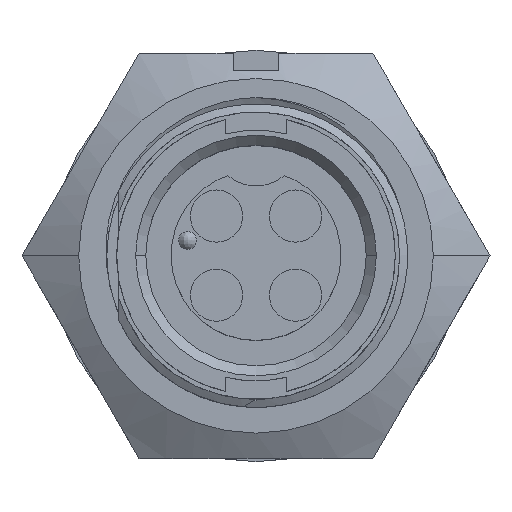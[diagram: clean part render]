
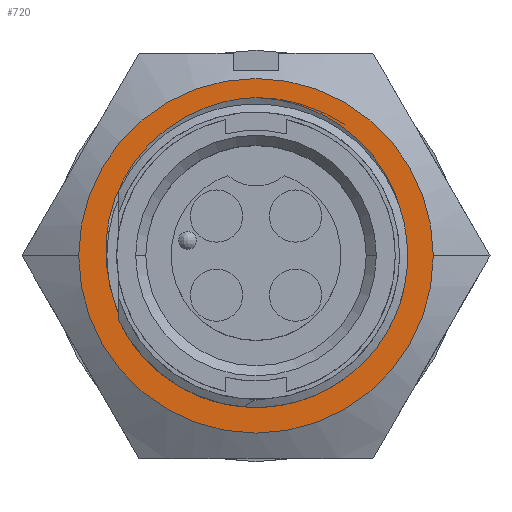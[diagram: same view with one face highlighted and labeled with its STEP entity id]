
A CAD part, top view. The second image highlights one B-rep face of the part: STEP entity #720.
In plain terms, the highlighted planar face has unit normal (0, 0, 1).
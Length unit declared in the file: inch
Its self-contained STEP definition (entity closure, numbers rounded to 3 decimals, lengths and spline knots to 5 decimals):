
#327 = VERTEX_POINT ( 'NONE', #9663 ) ;
#366 = AXIS2_PLACEMENT_3D ( 'NONE', #9690, #9633, #9567 ) ;
#501 = CARTESIAN_POINT ( 'NONE',  ( -0.28439, 0.09763, -0.321 ) ) ;
#536 = ORIENTED_EDGE ( 'NONE', *, *, #12267, .T. ) ;
#565 = CARTESIAN_POINT ( 'NONE',  ( 0.21875, 0.2128, -0.321 ) ) ;
#632 = CARTESIAN_POINT ( 'NONE',  ( 0.28876, -0.05788, -0.321 ) ) ;
#720 = ADVANCED_FACE ( 'NONE', ( #7646, #3980 ), #8713, .F. ) ;
#1056 = CARTESIAN_POINT ( 'NONE',  ( -0.35, 0., -0.321 ) ) ;
#1424 = EDGE_CURVE ( 'NONE', #13759, #6314, #6404, .T. ) ;
#1828 = CARTESIAN_POINT ( 'NONE',  ( -0.28876, -0.05788, -0.321 ) ) ;
#1889 = CARTESIAN_POINT ( 'NONE',  ( -0.25794, 0.15893, -0.321 ) ) ;
#1953 = CARTESIAN_POINT ( 'NONE',  ( 0.25801, 0.15885, -0.321 ) ) ;
#1988 = ORIENTED_EDGE ( 'NONE', *, *, #1424, .F. ) ;
#3244 = DIRECTION ( 'NONE',  ( 0., 0., 1. ) ) ;
#3303 = CARTESIAN_POINT ( 'NONE',  ( -0.21833, 0.21326, -0.321 ) ) ;
#3311 = CARTESIAN_POINT ( 'NONE',  ( 0.01128, 0.31215, -0.321 ) ) ;
#3323 = CIRCLE ( 'NONE', #12838, 0.35 ) ;
#3377 = CARTESIAN_POINT ( 'NONE',  ( 0.27672, 0.11792, -0.321 ) ) ;
#3687 = ORIENTED_EDGE ( 'NONE', *, *, #5881, .F. ) ;
#3980 = FACE_BOUND ( 'NONE', #13483, .T. ) ;
#4719 = CARTESIAN_POINT ( 'NONE',  ( -0.16771, 0.25762, -0.321 ) ) ;
#4725 = CARTESIAN_POINT ( 'NONE',  ( 0.04479, 0.30803, -0.321 ) ) ;
#4785 = CARTESIAN_POINT ( 'NONE',  ( 0.28699, 0.08612, -0.321 ) ) ;
#5275 = CARTESIAN_POINT ( 'NONE',  ( 0., 0., -0.321 ) ) ;
#5556 = CIRCLE ( 'NONE', #6382, 0.2945 ) ;
#5881 = EDGE_CURVE ( 'NONE', #6314, #13759, #3323, .T. ) ;
#6058 = CARTESIAN_POINT ( 'NONE',  ( -0.29332, -0.03581, -0.321 ) ) ;
#6120 = CARTESIAN_POINT ( 'NONE',  ( -0.10919, 0.28975, -0.321 ) ) ;
#6124 = CARTESIAN_POINT ( 'NONE',  ( 0.0884, 0.29754, -0.321 ) ) ;
#6188 = CARTESIAN_POINT ( 'NONE',  ( 0.29367, 0.05338, -0.321 ) ) ;
#6314 = VERTEX_POINT ( 'NONE', #14451 ) ;
#6382 = AXIS2_PLACEMENT_3D ( 'NONE', #11418, #3244, #12733 ) ;
#6404 = CIRCLE ( 'NONE', #366, 0.35 ) ;
#6506 = VERTEX_POINT ( 'NONE', #8034 ) ;
#6660 = DIRECTION ( 'NONE',  ( -1., 0., 0. ) ) ;
#7422 = CARTESIAN_POINT ( 'NONE',  ( -0.29661, -0.00217, -0.321 ) ) ;
#7488 = CARTESIAN_POINT ( 'NONE',  ( -0.04463, 0.30867, -0.321 ) ) ;
#7493 = CARTESIAN_POINT ( 'NONE',  ( 0.14961, 0.26937, -0.321 ) ) ;
#7554 = CARTESIAN_POINT ( 'NONE',  ( 0.29668, 0.01975, -0.321 ) ) ;
#7646 = FACE_OUTER_BOUND ( 'NONE', #16519, .T. ) ;
#8034 = CARTESIAN_POINT ( 'NONE',  ( -0.28876, -0.05788, -0.321 ) ) ;
#8553 = DIRECTION ( 'NONE',  ( -1., 0., 0. ) ) ;
#8566 = DIRECTION ( 'NONE',  ( 0., 0., -1. ) ) ;
#8662 = CARTESIAN_POINT ( 'NONE',  ( -0.23094, -0.4, -0.321 ) ) ;
#8713 = PLANE ( 'NONE',  #16420 ) ;
#8802 = CARTESIAN_POINT ( 'NONE',  ( -0.29428, 0.05361, -0.321 ) ) ;
#8860 = CARTESIAN_POINT ( 'NONE',  ( 0., 0.3125, -0.321 ) ) ;
#8867 = CARTESIAN_POINT ( 'NONE',  ( 0.20277, 0.22902, -0.321 ) ) ;
#8894 = B_SPLINE_CURVE_WITH_KNOTS ( 'NONE', 3,
 ( #1828, #11368, #6058, #15350, #7422, #16648, #8802, #501, #10166, #1889, #11475, #3303, #12787, #4719, #14095, #6120, #15408, #7488, #16699, #8860 ),
 .UNSPECIFIED., .F., .F.,
 ( 4, 2, 2, 2, 2, 2, 2, 2, 2, 4 ),
 ( 0., 0.00086, 0.00171, 0.00343, 0.00514, 0.00686, 0.00857, 0.01029, 0.012, 0.01372 ),
 .UNSPECIFIED. ) ;
#8926 = CARTESIAN_POINT ( 'NONE',  ( 0.29396, -0.03591, -0.321 ) ) ;
#9023 = VERTEX_POINT ( 'NONE', #12307 ) ;
#9567 = DIRECTION ( 'NONE',  ( -1., 0., 0. ) ) ;
#9633 = DIRECTION ( 'NONE',  ( 0., 0., -1. ) ) ;
#9663 = CARTESIAN_POINT ( 'NONE',  ( 0., 0.3125, -0.321 ) ) ;
#9690 = CARTESIAN_POINT ( 'NONE',  ( 0., 0., -0.321 ) ) ;
#10166 = CARTESIAN_POINT ( 'NONE',  ( -0.27709, 0.11868, -0.321 ) ) ;
#10233 = CARTESIAN_POINT ( 'NONE',  ( 0.24628, 0.17775, -0.321 ) ) ;
#10355 = ORIENTED_EDGE ( 'NONE', *, *, #14477, .F. ) ;
#11368 = CARTESIAN_POINT ( 'NONE',  ( -0.29136, -0.0469, -0.321 ) ) ;
#11418 = CARTESIAN_POINT ( 'NONE',  ( 0., 0., -0.321 ) ) ;
#11475 = CARTESIAN_POINT ( 'NONE',  ( -0.24592, 0.17827, -0.321 ) ) ;
#11480 = CARTESIAN_POINT ( 'NONE',  ( 0., 0.3125, -0.321 ) ) ;
#11543 = CARTESIAN_POINT ( 'NONE',  ( 0.27247, 0.12837, -0.321 ) ) ;
#12267 = EDGE_CURVE ( 'NONE', #327, #9023, #15221, .T. ) ;
#12307 = CARTESIAN_POINT ( 'NONE',  ( 0.28876, -0.05788, -0.321 ) ) ;
#12733 = DIRECTION ( 'NONE',  ( 1., 0., 0. ) ) ;
#12787 = CARTESIAN_POINT ( 'NONE',  ( -0.20268, 0.22913, -0.321 ) ) ;
#12794 = CARTESIAN_POINT ( 'NONE',  ( 0.02249, 0.31119, -0.321 ) ) ;
#12838 = AXIS2_PLACEMENT_3D ( 'NONE', #5275, #14616, #6660 ) ;
#12854 = CARTESIAN_POINT ( 'NONE',  ( 0.28397, 0.09682, -0.321 ) ) ;
#13483 = EDGE_LOOP ( 'NONE', ( #536, #10355, #15854 ) ) ;
#13759 = VERTEX_POINT ( 'NONE', #1056 ) ;
#14095 = CARTESIAN_POINT ( 'NONE',  ( -0.14898, 0.26972, -0.321 ) ) ;
#14101 = CARTESIAN_POINT ( 'NONE',  ( 0.05587, 0.30584, -0.321 ) ) ;
#14162 = CARTESIAN_POINT ( 'NONE',  ( 0.29184, 0.06439, -0.321 ) ) ;
#14451 = CARTESIAN_POINT ( 'NONE',  ( 0.35, 0., -0.321 ) ) ;
#14477 = EDGE_CURVE ( 'NONE', #6506, #9023, #5556, .T. ) ;
#14561 = EDGE_CURVE ( 'NONE', #6506, #327, #8894, .T. ) ;
#14616 = DIRECTION ( 'NONE',  ( 0., 0., -1. ) ) ;
#15221 = B_SPLINE_CURVE_WITH_KNOTS ( 'NONE', 3,
 ( #11480, #3311, #12794, #4725, #14101, #6124, #15412, #7493, #16706, #8867, #565, #10233, #1953, #11543, #3377, #12854, #4785, #14162, #6188, #15472, #7554, #16766, #8926, #632 ),
 .UNSPECIFIED., .F., .F.,
 ( 4, 2, 2, 2, 2, 2, 2, 2, 2, 2, 2, 4 ),
 ( 0., 0.00086, 0.00171, 0.00343, 0.00514, 0.00686, 0.00857, 0.00943, 0.01029, 0.01115, 0.012, 0.01372 ),
 .UNSPECIFIED. ) ;
#15350 = CARTESIAN_POINT ( 'NONE',  ( -0.29595, -0.01345, -0.321 ) ) ;
#15408 = CARTESIAN_POINT ( 'NONE',  ( -0.08787, 0.29771, -0.321 ) ) ;
#15412 = CARTESIAN_POINT ( 'NONE',  ( 0.10934, 0.2897, -0.321 ) ) ;
#15472 = CARTESIAN_POINT ( 'NONE',  ( 0.2961, 0.03103, -0.321 ) ) ;
#15854 = ORIENTED_EDGE ( 'NONE', *, *, #14561, .T. ) ;
#16420 = AXIS2_PLACEMENT_3D ( 'NONE', #8662, #8566, #8553 ) ;
#16519 = EDGE_LOOP ( 'NONE', ( #1988, #3687 ) ) ;
#16648 = CARTESIAN_POINT ( 'NONE',  ( -0.29669, 0.03139, -0.321 ) ) ;
#16699 = CARTESIAN_POINT ( 'NONE',  ( -0.02255, 0.3118, -0.321 ) ) ;
#16706 = CARTESIAN_POINT ( 'NONE',  ( 0.16827, 0.2572, -0.321 ) ) ;
#16766 = CARTESIAN_POINT ( 'NONE',  ( 0.29655, -0.01376, -0.321 ) ) ;
